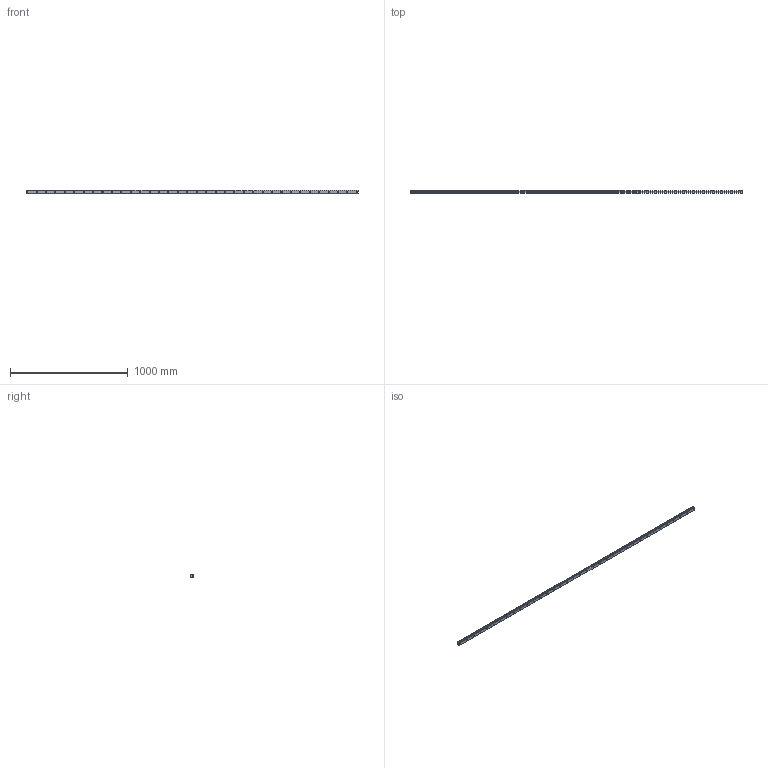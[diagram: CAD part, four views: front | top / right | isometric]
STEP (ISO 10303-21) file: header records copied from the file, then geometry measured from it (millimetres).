
FILE_DESCRIPTION (( 'STEP AP214' ), '1' );
FILE_NAME ('SHS30C1SS-2820L_G10_0_B-M6F_1357_0_0_0_1.STEP', '2021-06-21T13:30:02', ( '' ), ( '' ), 'SwSTEP 2.0', 'SolidWorks 2021', '' );
FILE_SCHEMA (( 'AUTOMOTIVE_DESIGN' ));
Length unit declared in the file: millimetre
Products named in the file (2): _SHS30C282010 Track; SHS30C1SS-2820L_G10_0_B-M6F_1357_0_0_0_1
Assembly tree (1 placements, depth 2):
  SHS30C1SS-2820L_G10_0_B-M6F_1357_0_0_0_1
    _SHS30C282010 Track
Bounding box: 2820 x 23 x 28 mm (x, y, z)
Volume: 1544019 mm3; surface area: 317112.7 mm2
Topology: 1 solids, 1 shells, 217 faces, 537 edges, 358 vertices
Faces by surface type: cylinder 165, plane 52
Entity records: 6831 total; most frequent: DIRECTION 1309, CARTESIAN_POINT 1116, ORIENTED_EDGE 1074, AXIS2_PLACEMENT_3D 551, EDGE_CURVE 537, VERTEX_POINT 358, CIRCLE 330, EDGE_LOOP 325
